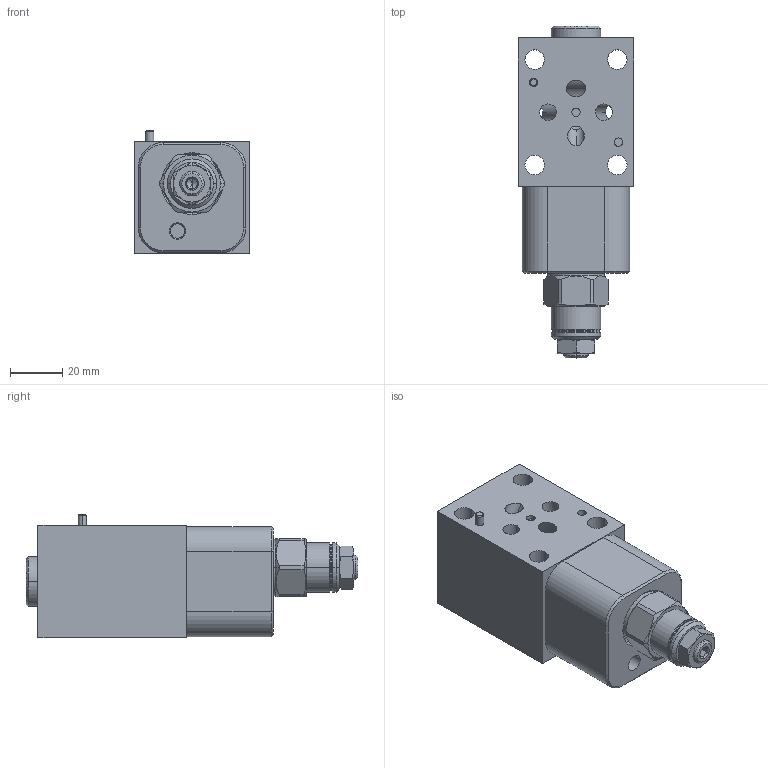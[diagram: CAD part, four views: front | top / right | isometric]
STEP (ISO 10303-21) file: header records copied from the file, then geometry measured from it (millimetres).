
FILE_DESCRIPTION((''),'2;1');
FILE_NAME('CBCALHN-EBA-M_ASM','2019-08-22T',('ProEService'),(''),'PRO/ENGINEER BY PARAMETRIC TECHNOLOGY CORPORATION, 2014200','PRO/ENGINEER BY PARAMETRIC TECHNOLOGY CORPORATION, 2014200','');
FILE_SCHEMA(('CONFIG_CONTROL_DESIGN'));
Length unit declared in the file: inch
Products named in the file (8): 150-279-003; 811-001-006; 330-018-002; 850-004-250; CBCALHN; 500-001-012; 700-002; CBCALHN-EBA-M_ASM
Assembly tree (7 placements, depth 2):
  CBCALHN-EBA-M_ASM
    150-279-003
    811-001-006
    330-018-002
    850-004-250
    CBCALHN
    500-001-012
    700-002
Bounding box: 44.45 x 127.61 x 47.5 mm (x, y, z)
Volume: 155363.2 mm3; surface area: 41627.1 mm2
Topology: 8 solids, 10 shells, 351 faces, 1243 edges, 1105 vertices
Faces by surface type: cylinder 131, plane 94, cone 71, torus 32, revolution 12, sphere 11
Entity records: 15502 total; most frequent: CARTESIAN_POINT 4935, DIRECTION 2246, ORIENTED_EDGE 1638, EDGE_CURVE 819, AXIS2_PLACEMENT_3D 752, VECTOR 730, LINE 730, VERTEX_POINT 509
